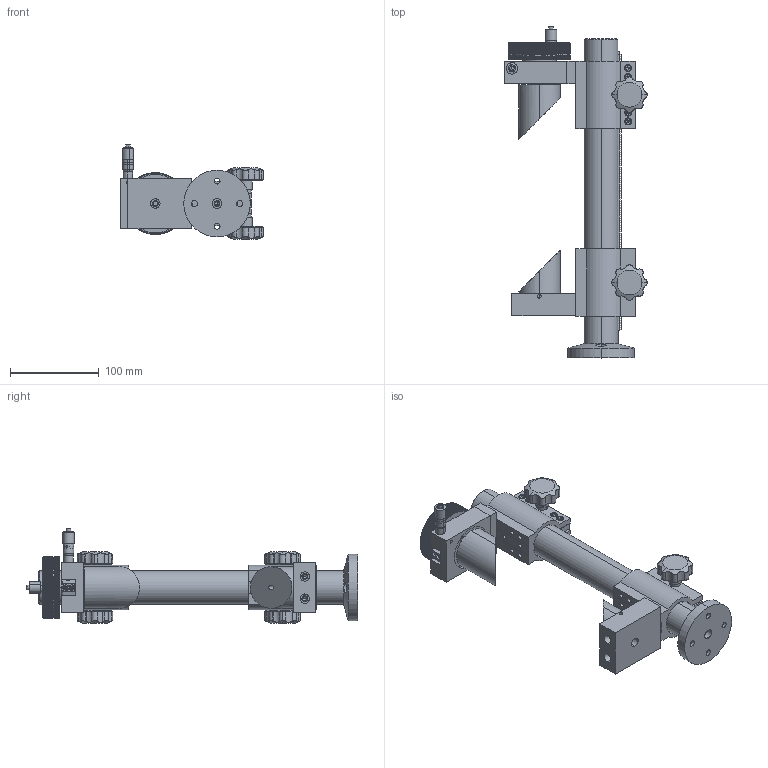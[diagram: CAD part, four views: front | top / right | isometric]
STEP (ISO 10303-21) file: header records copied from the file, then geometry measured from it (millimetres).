
FILE_DESCRIPTION (( 'STEP AP203' ), '1' );
FILE_NAME ('07BSI-2.STEP', '2016-04-28T02:27:55', ( '' ), ( '' ), 'SwSTEP 2.0', 'SolidWorks 2016', '' );
FILE_SCHEMA (( 'CONFIG_CONTROL_DESIGN' ));
Length unit declared in the file: millimetre
Products named in the file (1): 07BSI-2
Bounding box: 160.6 x 374.18 x 107.04 mm (x, y, z)
Volume: 1038924 mm3; surface area: 270893.6 mm2
Topology: 42 solids, 42 shells, 3362 faces, 9151 edges, 5962 vertices
Faces by surface type: plane 1702, cylinder 720, cone 624, bspline 268, torus 36, sphere 12
Entity records: 131474 total; most frequent: CARTESIAN_POINT 49279, ORIENTED_EDGE 18114, DIRECTION 15547, EDGE_CURVE 9057, VERTEX_POINT 5950, AXIS2_PLACEMENT_3D 5252, VECTOR 5043, LINE 5043
